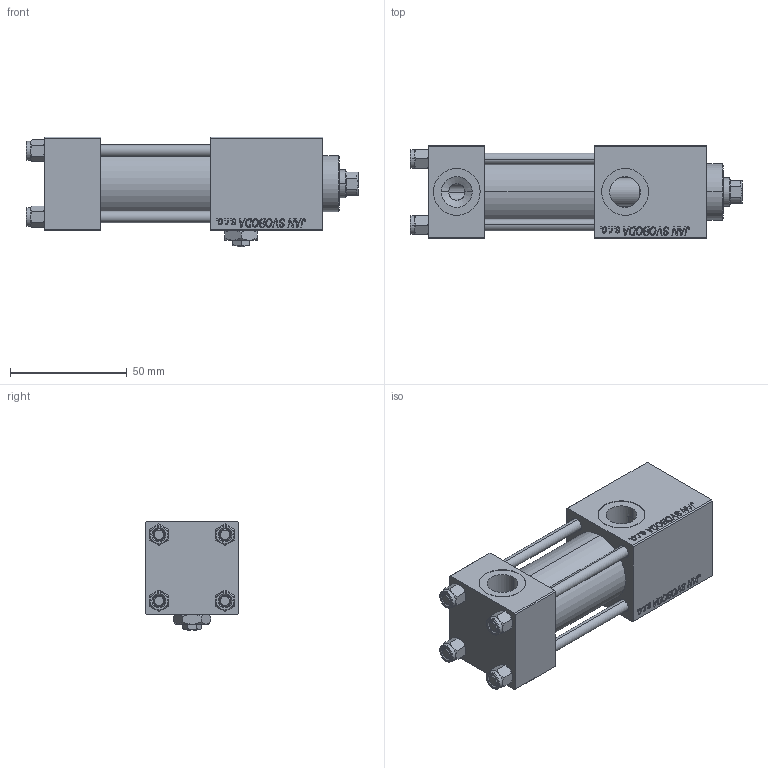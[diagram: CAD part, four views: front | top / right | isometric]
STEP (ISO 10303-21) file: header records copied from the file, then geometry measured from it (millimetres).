
FILE_DESCRIPTION (( 'STEP AP203' ), '1' );
FILE_NAME ('207d.STEP', '2024-03-18T12:22:09', ( '' ), ( '' ), 'SwSTEP 2.0', 'SolidWorks 2019', '' );
FILE_SCHEMA (( 'CONFIG_CONTROL_DESIGN' ));
Length unit declared in the file: millimetre
Products named in the file (7): V215_VC_A 2c51d353844efafcc646d60cb15fed4c; V215CR_C_TYCINKA 2c51d353844efafcc646d60cb15fed4c; NUT_M5_C 2c51d353844efafcc646d60cb15fed4c; V215CR_C_Body 2c51d353844efafcc646d60cb15fed4c; Zatka_pro_OIL_PORT 2c51d353844efafcc646d60cb15fed4c; V215CR_VCP_C 2c51d353844efafcc646d60cb15fed4c; 207d
Assembly tree (12 placements, depth 2):
  207d
    V215CR_C_Body 2c51d353844efafcc646d60cb15fed4c
    V215CR_VCP_C 2c51d353844efafcc646d60cb15fed4c
    NUT_M5_C 2c51d353844efafcc646d60cb15fed4c  x4
    V215CR_C_TYCINKA 2c51d353844efafcc646d60cb15fed4c  x4
    V215_VC_A 2c51d353844efafcc646d60cb15fed4c
    Zatka_pro_OIL_PORT 2c51d353844efafcc646d60cb15fed4c
Bounding box: 142 x 40 x 47 mm (x, y, z)
Volume: 141738.5 mm3; surface area: 55185.2 mm2
Topology: 12 solids, 12 shells, 1195 faces, 2983 edges, 1929 vertices
Faces by surface type: plane 549, bspline 392, cone 156, cylinder 90, torus 8
Entity records: 51838 total; most frequent: CARTESIAN_POINT 27643, ORIENTED_EDGE 5458, DIRECTION 3485, EDGE_CURVE 2729, VERTEX_POINT 1785, LINE 1627, VECTOR 1627, EDGE_LOOP 1206
